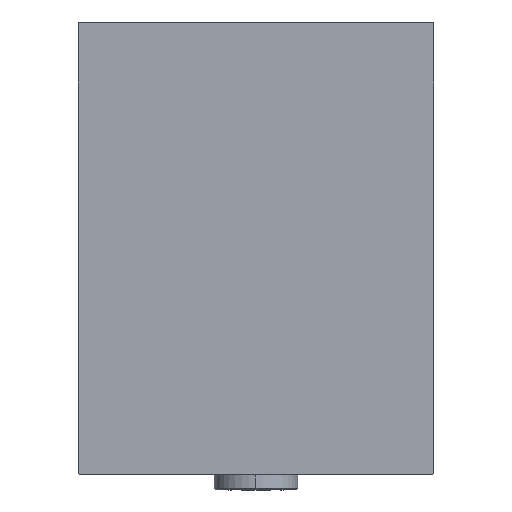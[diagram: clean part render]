
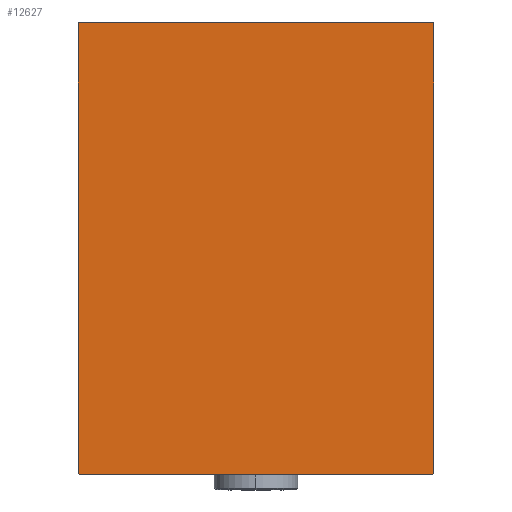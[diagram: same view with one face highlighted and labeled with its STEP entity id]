
A CAD part, left-side view. The second image highlights one B-rep face of the part: STEP entity #12627.
In plain terms, the highlighted face is planar.
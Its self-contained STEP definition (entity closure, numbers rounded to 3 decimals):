
#635 = DIRECTION ( 'NONE',  ( 0., 0.707, -0.707 ) ) ;
#911 = VECTOR ( 'NONE', #35324, 1000. ) ;
#1177 = DIRECTION ( 'NONE',  ( 0., 0.707, 0.707 ) ) ;
#1733 = AXIS2_PLACEMENT_3D ( 'NONE', #43277, #8099, #46107 ) ;
#2349 = ORIENTED_EDGE ( 'NONE', *, *, #33250, .T. ) ;
#2897 = CARTESIAN_POINT ( 'NONE',  ( 293., -55., 69.7 ) ) ;
#3897 = VECTOR ( 'NONE', #11767, 1000. ) ;
#4272 = ORIENTED_EDGE ( 'NONE', *, *, #26835, .T. ) ;
#5130 = LINE ( 'NONE', #40311, #13811 ) ;
#8099 = DIRECTION ( 'NONE',  ( 1., 0., 0. ) ) ;
#8164 = EDGE_CURVE ( 'NONE', #30326, #12615, #23024, .T. ) ;
#8957 = CARTESIAN_POINT ( 'NONE',  ( 293., -55., -70. ) ) ;
#9235 = EDGE_LOOP ( 'NONE', ( #10937, #4272, #10777, #16597, #2349, #19570, #39109, #35387 ) ) ;
#10086 = EDGE_CURVE ( 'NONE', #10388, #15138, #10615, .T. ) ;
#10219 = EDGE_CURVE ( 'NONE', #39233, #10513, #26461, .T. ) ;
#10355 = DIRECTION ( 'NONE',  ( 0., 0., 1. ) ) ;
#10388 = VERTEX_POINT ( 'NONE', #2897 ) ;
#10513 = VERTEX_POINT ( 'NONE', #38998 ) ;
#10615 = LINE ( 'NONE', #21114, #911 ) ;
#10777 = ORIENTED_EDGE ( 'NONE', *, *, #14201, .T. ) ;
#10784 = CARTESIAN_POINT ( 'NONE',  ( 293., -54.7, -70. ) ) ;
#10937 = ORIENTED_EDGE ( 'NONE', *, *, #10219, .T. ) ;
#11767 = DIRECTION ( 'NONE',  ( 0., 1., 0. ) ) ;
#11798 = CARTESIAN_POINT ( 'NONE',  ( 293., -62.35, -62.35 ) ) ;
#12615 = VERTEX_POINT ( 'NONE', #14861 ) ;
#12627 = ADVANCED_FACE ( 'NONE', ( #22315 ), #14629, .T. ) ;
#13102 = VECTOR ( 'NONE', #18327, 1000. ) ;
#13690 = CARTESIAN_POINT ( 'NONE',  ( 293., -54.7, 70. ) ) ;
#13811 = VECTOR ( 'NONE', #1177, 1000. ) ;
#14201 = EDGE_CURVE ( 'NONE', #35344, #30326, #17353, .T. ) ;
#14629 = PLANE ( 'NONE',  #1733 ) ;
#14861 = CARTESIAN_POINT ( 'NONE',  ( 293., 54.7, 70. ) ) ;
#15138 = VERTEX_POINT ( 'NONE', #31740 ) ;
#16569 = LINE ( 'NONE', #30787, #22788 ) ;
#16597 = ORIENTED_EDGE ( 'NONE', *, *, #8164, .T. ) ;
#17353 = LINE ( 'NONE', #31584, #26219 ) ;
#18327 = DIRECTION ( 'NONE',  ( 0., -1., 0. ) ) ;
#18788 = LINE ( 'NONE', #36268, #13102 ) ;
#19570 = ORIENTED_EDGE ( 'NONE', *, *, #28490, .T. ) ;
#21114 = CARTESIAN_POINT ( 'NONE',  ( 293., -55., 70. ) ) ;
#22315 = FACE_OUTER_BOUND ( 'NONE', #9235, .T. ) ;
#22788 = VECTOR ( 'NONE', #27272, 1000. ) ;
#23024 = LINE ( 'NONE', #37237, #45489 ) ;
#25005 = VERTEX_POINT ( 'NONE', #13690 ) ;
#25010 = CARTESIAN_POINT ( 'NONE',  ( 293., 55., 69.7 ) ) ;
#25798 = VECTOR ( 'NONE', #635, 1000. ) ;
#26219 = VECTOR ( 'NONE', #10355, 1000. ) ;
#26461 = LINE ( 'NONE', #8957, #3897 ) ;
#26835 = EDGE_CURVE ( 'NONE', #10513, #35344, #5130, .T. ) ;
#27272 = DIRECTION ( 'NONE',  ( 0., -0.707, -0.707 ) ) ;
#28490 = EDGE_CURVE ( 'NONE', #25005, #10388, #16569, .T. ) ;
#28776 = CARTESIAN_POINT ( 'NONE',  ( 293., 55., -69.7 ) ) ;
#29018 = EDGE_CURVE ( 'NONE', #15138, #39233, #32565, .T. ) ;
#30326 = VERTEX_POINT ( 'NONE', #25010 ) ;
#30787 = CARTESIAN_POINT ( 'NONE',  ( 293., -62.35, 62.35 ) ) ;
#31584 = CARTESIAN_POINT ( 'NONE',  ( 293., 55., -70. ) ) ;
#31740 = CARTESIAN_POINT ( 'NONE',  ( 293., -55., -69.7 ) ) ;
#32099 = DIRECTION ( 'NONE',  ( 0., -0.707, 0.707 ) ) ;
#32565 = LINE ( 'NONE', #11798, #25798 ) ;
#33250 = EDGE_CURVE ( 'NONE', #12615, #25005, #18788, .T. ) ;
#35324 = DIRECTION ( 'NONE',  ( 0., 0., -1. ) ) ;
#35344 = VERTEX_POINT ( 'NONE', #28776 ) ;
#35387 = ORIENTED_EDGE ( 'NONE', *, *, #29018, .T. ) ;
#36268 = CARTESIAN_POINT ( 'NONE',  ( 293., 55., 70. ) ) ;
#37237 = CARTESIAN_POINT ( 'NONE',  ( 293., 62.35, 62.35 ) ) ;
#38998 = CARTESIAN_POINT ( 'NONE',  ( 293., 54.7, -70. ) ) ;
#39109 = ORIENTED_EDGE ( 'NONE', *, *, #10086, .T. ) ;
#39233 = VERTEX_POINT ( 'NONE', #10784 ) ;
#40311 = CARTESIAN_POINT ( 'NONE',  ( 293., 62.35, -62.35 ) ) ;
#43277 = CARTESIAN_POINT ( 'NONE',  ( 293., 0., 0. ) ) ;
#45489 = VECTOR ( 'NONE', #32099, 1000. ) ;
#46107 = DIRECTION ( 'NONE',  ( 0., 0., -1. ) ) ;
